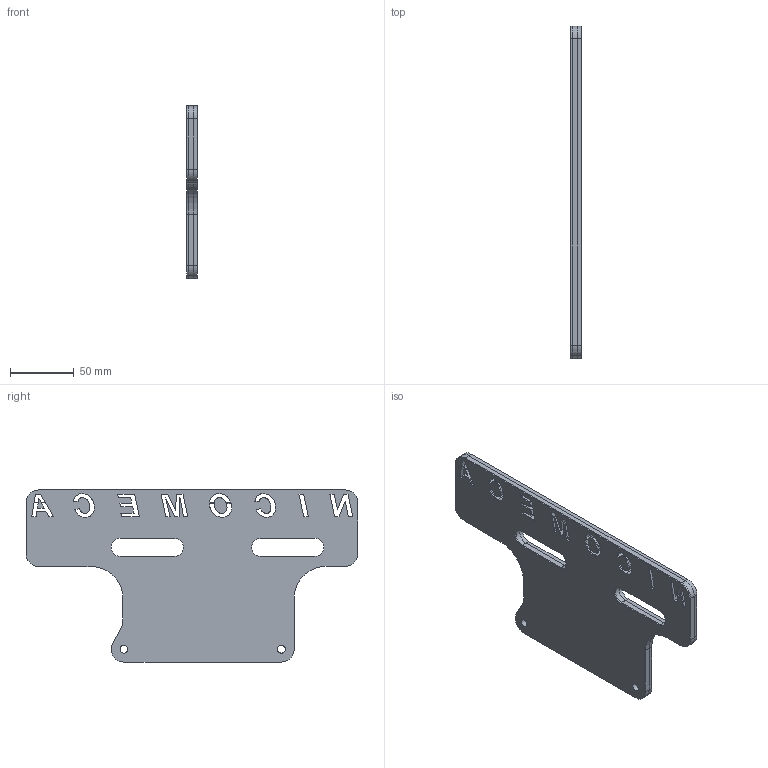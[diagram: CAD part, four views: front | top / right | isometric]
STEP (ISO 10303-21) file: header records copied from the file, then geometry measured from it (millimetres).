
FILE_DESCRIPTION(/* description */ (''),/* implementation_level */ '2;1');
FILE_NAME(/* name */ 'protection chaine v2 v2.step',/* time_stamp */ '2023-05-14T21:39:38+02:00',/* author */ (''),/* organization */ (''),/* preprocessor_version */ 'ST-DEVELOPER v19.2',/* originating_system */ 'Autodesk Translation Framework v12.4.0.73',/* authorisation */ '');
FILE_SCHEMA (('AUTOMOTIVE_DESIGN { 1 0 10303 214 3 1 1 }'));
Length unit declared in the file: millimetre
Products named in the file (1): protection chaine  v2
Bounding box: 8 x 260 x 134.86 mm (x, y, z)
Volume: 277680.5 mm3; surface area: 114063.5 mm2
Topology: 6 solids, 6 shells, 293 faces, 841 edges, 560 vertices
Faces by surface type: plane 155, bspline 108, cylinder 28, cone 2
Full cylindrical faces by diameter (mm): 6.1 x2, 12 x2
Entity records: 10737 total; most frequent: CARTESIAN_POINT 3627, ORIENTED_EDGE 1682, DIRECTION 1055, EDGE_CURVE 841, LINE 567, VECTOR 567, VERTEX_POINT 560, EDGE_LOOP 341
